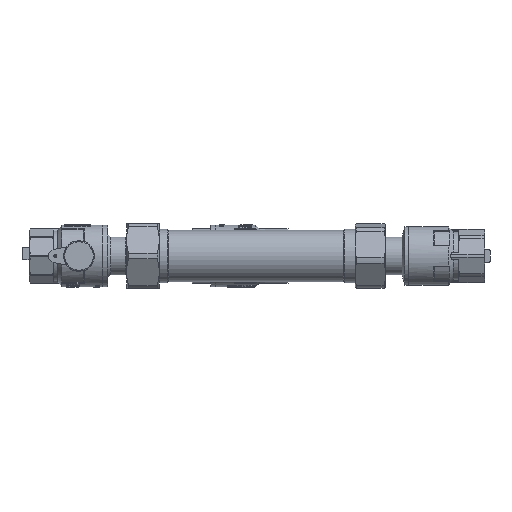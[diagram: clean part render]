
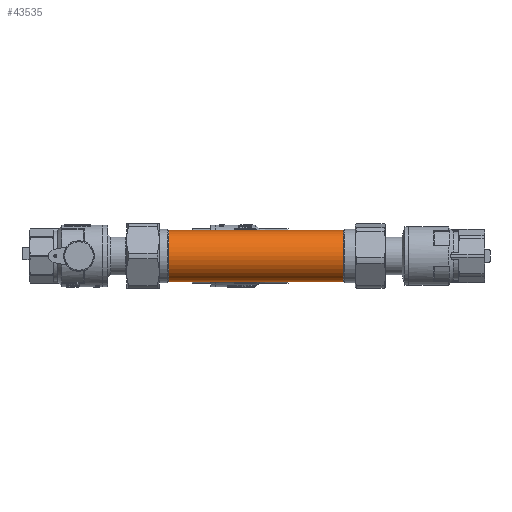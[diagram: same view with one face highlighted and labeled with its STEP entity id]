
A CAD part, front view. The second image highlights one B-rep face of the part: STEP entity #43535.
In plain terms, the highlighted cylindrical face has radius 12.7 mm (diameter 25.4 mm), a full revolution.
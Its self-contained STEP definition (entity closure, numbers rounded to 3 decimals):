
#12091=ORIENTED_EDGE('',*,*,#24977,.F.);
#12092=ORIENTED_EDGE('',*,*,#24979,.T.);
#24977=EDGE_CURVE('',#31561,#31561,#35958,.T.);
#24979=EDGE_CURVE('',#31563,#31563,#35960,.T.);
#31561=VERTEX_POINT('',#81218);
#31563=VERTEX_POINT('',#81223);
#35958=CIRCLE('',#54606,12.7);
#35960=CIRCLE('',#54609,12.7);
#37328=EDGE_LOOP('',(#12091));
#37329=EDGE_LOOP('',(#12092));
#40306=FACE_BOUND('',#37328,.T.);
#40307=FACE_BOUND('',#37329,.T.);
#42948=CYLINDRICAL_SURFACE('',#54610,12.7);
#43535=ADVANCED_FACE('',(#40306,#40307),#42948,.T.);
#54606=AXIS2_PLACEMENT_3D('',#81217,#61748,#61749);
#54609=AXIS2_PLACEMENT_3D('',#81222,#61754,#61755);
#54610=AXIS2_PLACEMENT_3D('',#81224,#61756,#61757);
#61748=DIRECTION('',(1.,0.,0.));
#61749=DIRECTION('',(0.,1.,0.));
#61754=DIRECTION('',(1.,0.,0.));
#61755=DIRECTION('',(0.,1.,0.));
#61756=DIRECTION('',(1.,0.,0.));
#61757=DIRECTION('',(0.,1.,0.));
#81217=CARTESIAN_POINT('',(134.8,0.,-11.));
#81218=CARTESIAN_POINT('',(134.8,12.7,-11.));
#81222=CARTESIAN_POINT('',(48.8,0.,-11.));
#81223=CARTESIAN_POINT('',(48.8,12.7,-11.));
#81224=CARTESIAN_POINT('',(91.8,0.,-11.));
